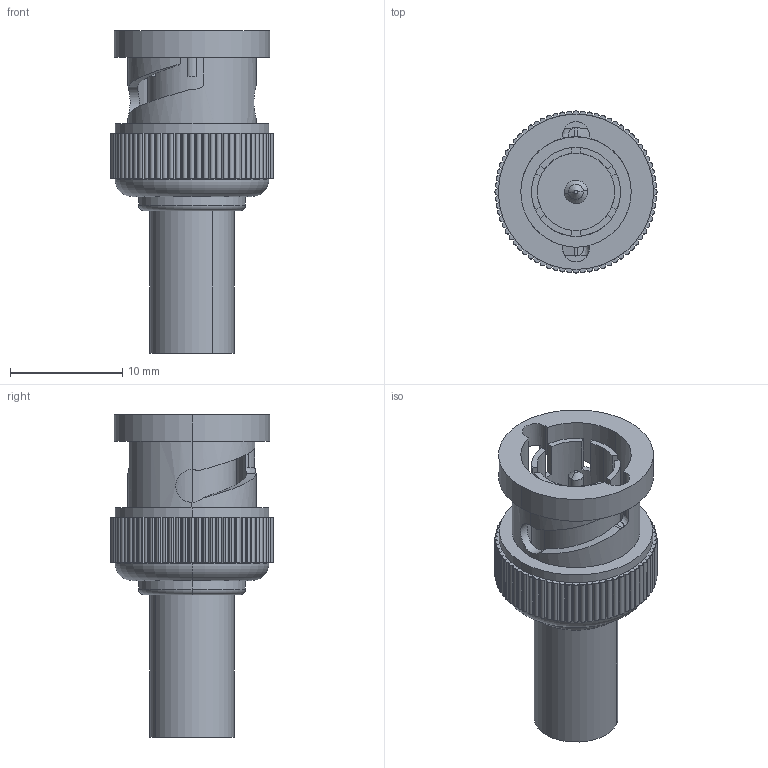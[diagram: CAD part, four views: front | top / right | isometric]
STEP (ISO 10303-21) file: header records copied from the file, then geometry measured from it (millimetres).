
FILE_DESCRIPTION (( 'STEP AP203' ), '1' );
FILE_NAME ('BAC027A.STEP', '2006-06-30T19:28:48', ( ' ' ), ( ' ' ), 'SwSTEP 2.0', 'SolidWorks 2005354', '' );
FILE_SCHEMA (( 'CONFIG_CONTROL_DESIGN' ));
Length unit declared in the file: inch
Products named in the file (4): BAC027A-MA1; BAC027A_with flange; BAC027A; BAC027A-MA2
Assembly tree (3 placements, depth 2):
  BAC027A
    BAC027A-MA1
    BAC027A_with flange
    BAC027A-MA2
Bounding box: 14.48 x 14.48 x 28.75 mm (x, y, z)
Volume: 1484.9 mm3; surface area: 2880.4 mm2
Topology: 3 solids, 3 shells, 348 faces, 989 edges, 654 vertices
Faces by surface type: plane 187, cylinder 143, bspline 8, cone 6, torus 4
Entity records: 12573 total; most frequent: CARTESIAN_POINT 2915, ORIENTED_EDGE 1978, DIRECTION 1937, EDGE_CURVE 989, VERTEX_POINT 654, AXIS2_PLACEMENT_3D 652, VECTOR 633, LINE 633
